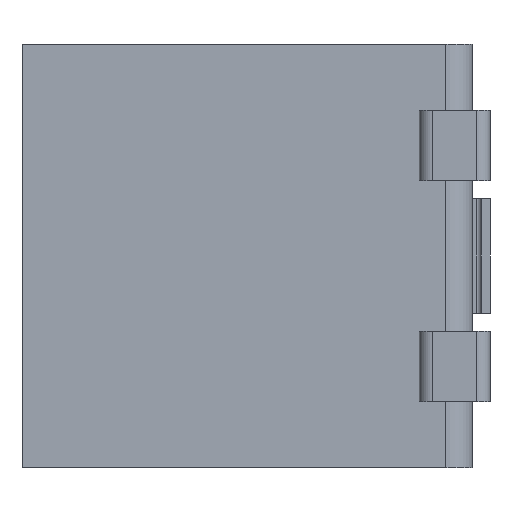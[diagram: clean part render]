
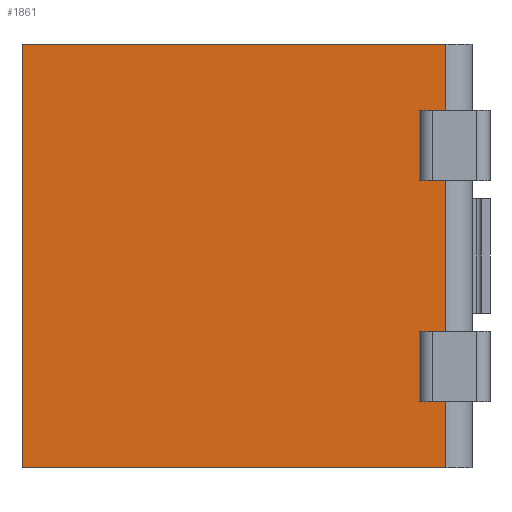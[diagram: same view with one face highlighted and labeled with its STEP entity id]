
A CAD part, left-side view. The second image highlights one B-rep face of the part: STEP entity #1861.
In plain terms, the highlighted planar face has unit normal (-1, 0, 0).
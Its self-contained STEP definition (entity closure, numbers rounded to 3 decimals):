
#54 = CARTESIAN_POINT ( 'NONE',  ( -1.75, 0.2, 2.4 ) ) ;
#114 = LINE ( 'NONE', #259, #1293 ) ;
#116 = LINE ( 'NONE', #902, #442 ) ;
#143 = EDGE_CURVE ( 'NONE', #1169, #280, #116, .T. ) ;
#188 = EDGE_CURVE ( 'NONE', #280, #1491, #114, .T. ) ;
#194 = DIRECTION ( 'NONE',  ( 0., 0., 1. ) ) ;
#200 = PLANE ( 'NONE',  #1582 ) ;
#259 = CARTESIAN_POINT ( 'NONE',  ( -1.75, 0.2, 2.4 ) ) ;
#280 = VERTEX_POINT ( 'NONE', #1498 ) ;
#359 = DIRECTION ( 'NONE',  ( -1., 0., 0. ) ) ;
#442 = VECTOR ( 'NONE', #1365, 1000. ) ;
#497 = EDGE_CURVE ( 'NONE', #1169, #771, #1234, .T. ) ;
#511 = ORIENTED_EDGE ( 'NONE', *, *, #143, .T. ) ;
#607 = DIRECTION ( 'NONE',  ( 0., 1., 0. ) ) ;
#636 = ORIENTED_EDGE ( 'NONE', *, *, #1775, .F. ) ;
#752 = CARTESIAN_POINT ( 'NONE',  ( -1.75, 0.5, -2.4 ) ) ;
#771 = VERTEX_POINT ( 'NONE', #782 ) ;
#782 = CARTESIAN_POINT ( 'NONE',  ( -1.75, 5.3, -2.4 ) ) ;
#902 = CARTESIAN_POINT ( 'NONE',  ( -1.75, 0.5, 2.4 ) ) ;
#1000 = FACE_OUTER_BOUND ( 'NONE', #1496, .T. ) ;
#1039 = VECTOR ( 'NONE', #194, 1000. ) ;
#1070 = VECTOR ( 'NONE', #607, 1000. ) ;
#1132 = DIRECTION ( 'NONE',  ( 0., 0., 1. ) ) ;
#1134 = ORIENTED_EDGE ( 'NONE', *, *, #188, .T. ) ;
#1169 = VERTEX_POINT ( 'NONE', #752 ) ;
#1234 = LINE ( 'NONE', #1663, #1070 ) ;
#1293 = VECTOR ( 'NONE', #1602, 1000. ) ;
#1365 = DIRECTION ( 'NONE',  ( 0., 0., 1. ) ) ;
#1399 = CARTESIAN_POINT ( 'NONE',  ( -1.75, 5.3, 2.4 ) ) ;
#1424 = LINE ( 'NONE', #1692, #1039 ) ;
#1491 = VERTEX_POINT ( 'NONE', #1399 ) ;
#1496 = EDGE_LOOP ( 'NONE', ( #1517, #511, #1134, #636 ) ) ;
#1498 = CARTESIAN_POINT ( 'NONE',  ( -1.75, 0.5, 2.4 ) ) ;
#1517 = ORIENTED_EDGE ( 'NONE', *, *, #497, .F. ) ;
#1582 = AXIS2_PLACEMENT_3D ( 'NONE', #54, #359, #1132 ) ;
#1602 = DIRECTION ( 'NONE',  ( 0., 1., 0. ) ) ;
#1663 = CARTESIAN_POINT ( 'NONE',  ( -1.75, 0.2, -2.4 ) ) ;
#1692 = CARTESIAN_POINT ( 'NONE',  ( -1.75, 5.3, 2.4 ) ) ;
#1775 = EDGE_CURVE ( 'NONE', #771, #1491, #1424, .T. ) ;
#1861 = ADVANCED_FACE ( 'NONE', ( #1000 ), #200, .T. ) ;
